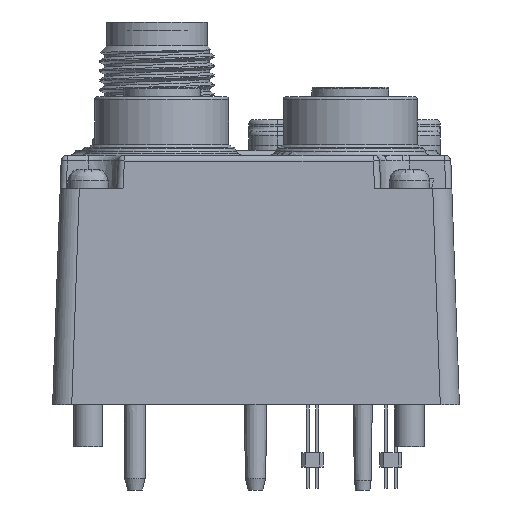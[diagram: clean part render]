
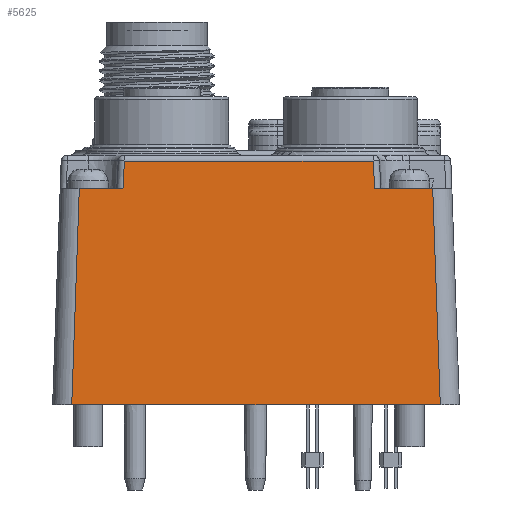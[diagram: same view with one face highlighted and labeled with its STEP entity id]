
A CAD part, front view. The second image highlights one B-rep face of the part: STEP entity #5625.
In plain terms, the highlighted planar face has unit normal (0, -0.999, 0.035).
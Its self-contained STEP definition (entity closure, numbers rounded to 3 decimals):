
#5625=ADVANCED_FACE('',(#9251),#7569,.T.);
#7569=PLANE('',#42251);
#9251=FACE_OUTER_BOUND('',#11438,.T.);
#11438=EDGE_LOOP('',(#15875,#15876,#15877,#15878,#15879,#15880,#15881,#15882));
#15875=ORIENTED_EDGE('',*,*,#29394,.T.);
#15876=ORIENTED_EDGE('',*,*,#29385,.F.);
#15877=ORIENTED_EDGE('',*,*,#29395,.F.);
#15878=ORIENTED_EDGE('',*,*,#29396,.F.);
#15879=ORIENTED_EDGE('',*,*,#29397,.T.);
#15880=ORIENTED_EDGE('',*,*,#29386,.T.);
#15881=ORIENTED_EDGE('',*,*,#29398,.F.);
#15882=ORIENTED_EDGE('',*,*,#29392,.F.);
#25401=VERTEX_POINT('',#60870);
#25402=VERTEX_POINT('',#60874);
#25403=VERTEX_POINT('',#60878);
#25404=VERTEX_POINT('',#60879);
#25409=VERTEX_POINT('',#60890);
#25410=VERTEX_POINT('',#60892);
#25411=VERTEX_POINT('',#60897);
#25412=VERTEX_POINT('',#60899);
#29385=EDGE_CURVE('',#25401,#25402,#34126,.T.);
#29386=EDGE_CURVE('',#25403,#25404,#34127,.T.);
#29392=EDGE_CURVE('',#25409,#25410,#34130,.T.);
#29394=EDGE_CURVE('',#25409,#25402,#34131,.T.);
#29395=EDGE_CURVE('',#25411,#25401,#34132,.T.);
#29396=EDGE_CURVE('',#25412,#25411,#34133,.T.);
#29397=EDGE_CURVE('',#25412,#25403,#34134,.T.);
#29398=EDGE_CURVE('',#25410,#25404,#34135,.T.);
#34126=LINE('',#60875,#37949);
#34127=LINE('',#60877,#37950);
#34130=LINE('',#60891,#37953);
#34131=LINE('',#60895,#37954);
#34132=LINE('',#60896,#37955);
#34133=LINE('',#60898,#37956);
#34134=LINE('',#60900,#37957);
#34135=LINE('',#60901,#37958);
#37949=VECTOR('',#47466,1.);
#37950=VECTOR('',#47469,1.);
#37953=VECTOR('',#47480,1.);
#37954=VECTOR('',#47485,1.);
#37955=VECTOR('',#47486,1.);
#37956=VECTOR('',#47487,1.);
#37957=VECTOR('',#47488,1.);
#37958=VECTOR('',#47489,1.);
#42251=AXIS2_PLACEMENT_3D('',#60902,#47490,#47491);
#47466=DIRECTION('',(0.052,-0.035,-0.998));
#47469=DIRECTION('',(-0.035,-0.035,-0.999));
#47480=DIRECTION('',(0.035,-0.035,-0.999));
#47485=DIRECTION('',(-1.,0.,0.));
#47486=DIRECTION('',(1.,0.,0.));
#47487=DIRECTION('',(0.052,0.035,0.998));
#47488=DIRECTION('',(-1.,0.,0.));
#47489=DIRECTION('',(-1.,0.,0.));
#47490=DIRECTION('',(0.,-0.999,0.035));
#47491=DIRECTION('',(-1.,0.,0.));
#60870=CARTESIAN_POINT('',(137.441,-147.11,14.373));
#60874=CARTESIAN_POINT('',(137.592,-147.211,11.5));
#60875=CARTESIAN_POINT('',(137.441,-147.11,14.373));
#60877=CARTESIAN_POINT('',(106.729,-147.211,11.5));
#60878=CARTESIAN_POINT('',(106.729,-147.211,11.5));
#60879=CARTESIAN_POINT('',(105.94,-148.,-11.1));
#60890=CARTESIAN_POINT('',(143.653,-147.211,11.5));
#60891=CARTESIAN_POINT('',(143.653,-147.211,11.5));
#60892=CARTESIAN_POINT('',(144.443,-148.,-11.1));
#60895=CARTESIAN_POINT('',(143.653,-147.211,11.5));
#60896=CARTESIAN_POINT('',(111.442,-147.11,14.373));
#60897=CARTESIAN_POINT('',(111.442,-147.11,14.373));
#60898=CARTESIAN_POINT('',(111.291,-147.211,11.5));
#60899=CARTESIAN_POINT('',(111.291,-147.211,11.5));
#60900=CARTESIAN_POINT('',(111.291,-147.211,11.5));
#60901=CARTESIAN_POINT('',(144.443,-148.,-11.1));
#60902=CARTESIAN_POINT('',(145.776,-148.,-11.1));
